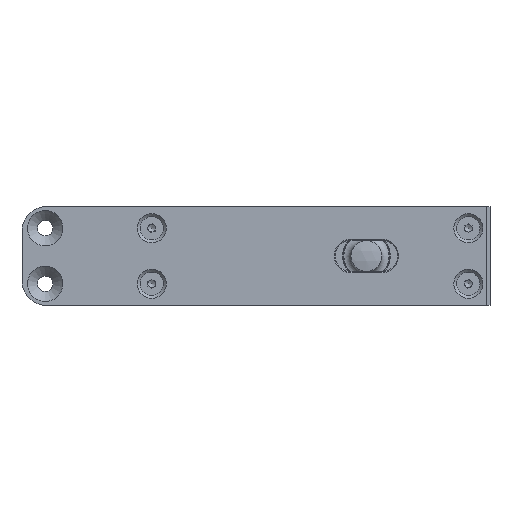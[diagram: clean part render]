
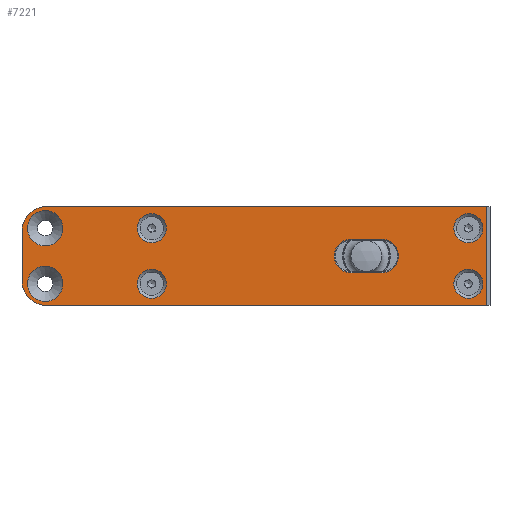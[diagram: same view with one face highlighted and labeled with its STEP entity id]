
A CAD part, front view. The second image highlights one B-rep face of the part: STEP entity #7221.
In plain terms, the highlighted planar face has unit normal (0, -1, 0).
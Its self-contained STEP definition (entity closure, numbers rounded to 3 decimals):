
#139 = DIRECTION ( 'NONE',  ( -1., 0., 0. ) ) ;
#240 = CARTESIAN_POINT ( 'NONE',  ( -103.5, -4.2, -8. ) ) ;
#246 = CARTESIAN_POINT ( 'NONE',  ( -69.5, -4.2, -9. ) ) ;
#274 = EDGE_LOOP ( 'NONE', ( #6543 ) ) ;
#310 = VERTEX_POINT ( 'NONE', #3899 ) ;
#366 = VERTEX_POINT ( 'NONE', #7520 ) ;
#485 = CARTESIAN_POINT ( 'NONE',  ( 33., -4.2, 13.7 ) ) ;
#502 = LINE ( 'NONE', #9566, #2874 ) ;
#557 = CARTESIAN_POINT ( 'NONE',  ( -5., -4.2, 0. ) ) ;
#566 = CARTESIAN_POINT ( 'NONE',  ( 33., -4.2, 9. ) ) ;
#573 = EDGE_LOOP ( 'NONE', ( #3213 ) ) ;
#613 = CIRCLE ( 'NONE', #8740, 8. ) ;
#695 = FACE_BOUND ( 'NONE', #4433, .T. ) ;
#817 = AXIS2_PLACEMENT_3D ( 'NONE', #246, #7196, #5375 ) ;
#829 = AXIS2_PLACEMENT_3D ( 'NONE', #557, #11484, #6000 ) ;
#1004 = AXIS2_PLACEMENT_3D ( 'NONE', #2395, #10475, #7647 ) ;
#1014 = VERTEX_POINT ( 'NONE', #2998 ) ;
#1039 = CARTESIAN_POINT ( 'NONE',  ( -104., -4.2, 14.75 ) ) ;
#1179 = CIRCLE ( 'NONE', #817, 4.7 ) ;
#1199 = CARTESIAN_POINT ( 'NONE',  ( -69.5, -4.2, -4.3 ) ) ;
#1233 = CARTESIAN_POINT ( 'NONE',  ( -103.5, -4.2, 8. ) ) ;
#1267 = AXIS2_PLACEMENT_3D ( 'NONE', #10638, #5448, #2552 ) ;
#1302 = CARTESIAN_POINT ( 'NONE',  ( -111.5, -4.2, 8. ) ) ;
#1367 = ORIENTED_EDGE ( 'NONE', *, *, #10347, .T. ) ;
#1394 = EDGE_CURVE ( 'NONE', #5959, #2419, #8976, .T. ) ;
#1404 = ORIENTED_EDGE ( 'NONE', *, *, #7297, .T. ) ;
#1476 = AXIS2_PLACEMENT_3D ( 'NONE', #1972, #11129, #1918 ) ;
#1649 = CARTESIAN_POINT ( 'NONE',  ( -103.5, -4.2, -16. ) ) ;
#1754 = DIRECTION ( 'NONE',  ( 1., 0., 0. ) ) ;
#1806 = CARTESIAN_POINT ( 'NONE',  ( -69.5, -4.2, 9. ) ) ;
#1856 = DIRECTION ( 'NONE',  ( 0., 0., -1. ) ) ;
#1858 = FACE_BOUND ( 'NONE', #9793, .T. ) ;
#1918 = DIRECTION ( 'NONE',  ( 0., 0., -1. ) ) ;
#1922 = ORIENTED_EDGE ( 'NONE', *, *, #7311, .F. ) ;
#1972 = CARTESIAN_POINT ( 'NONE',  ( -103.5, -4.2, -8. ) ) ;
#1987 = VECTOR ( 'NONE', #8702, 1000. ) ;
#2098 = EDGE_LOOP ( 'NONE', ( #8851 ) ) ;
#2395 = CARTESIAN_POINT ( 'NONE',  ( -104., -4.2, 9. ) ) ;
#2419 = VERTEX_POINT ( 'NONE', #10431 ) ;
#2434 = VECTOR ( 'NONE', #6730, 1000. ) ;
#2552 = DIRECTION ( 'NONE',  ( 0., 0., 1. ) ) ;
#2578 = CIRCLE ( 'NONE', #9234, 4.7 ) ;
#2591 = VERTEX_POINT ( 'NONE', #1649 ) ;
#2603 = VERTEX_POINT ( 'NONE', #1039 ) ;
#2831 = EDGE_CURVE ( 'NONE', #2603, #2603, #9497, .T. ) ;
#2874 = VECTOR ( 'NONE', #4848, 1000. ) ;
#2913 = EDGE_CURVE ( 'NONE', #2591, #6670, #8929, .T. ) ;
#2998 = CARTESIAN_POINT ( 'NONE',  ( 5., -4.2, -5.4 ) ) ;
#3213 = ORIENTED_EDGE ( 'NONE', *, *, #5630, .F. ) ;
#3403 = FACE_BOUND ( 'NONE', #573, .T. ) ;
#3457 = VERTEX_POINT ( 'NONE', #10321 ) ;
#3602 = ORIENTED_EDGE ( 'NONE', *, *, #7353, .T. ) ;
#3768 = CIRCLE ( 'NONE', #8137, 5.4 ) ;
#3777 = VERTEX_POINT ( 'NONE', #10255 ) ;
#3824 = DIRECTION ( 'NONE',  ( 0., 0., -1. ) ) ;
#3839 = VERTEX_POINT ( 'NONE', #11116 ) ;
#3896 = ORIENTED_EDGE ( 'NONE', *, *, #10806, .F. ) ;
#3899 = CARTESIAN_POINT ( 'NONE',  ( -69.5, -4.2, 13.7 ) ) ;
#3946 = LINE ( 'NONE', #1302, #2434 ) ;
#4144 = CIRCLE ( 'NONE', #7541, 4.7 ) ;
#4285 = FACE_BOUND ( 'NONE', #6953, .T. ) ;
#4433 = EDGE_LOOP ( 'NONE', ( #9148 ) ) ;
#4435 = EDGE_CURVE ( 'NONE', #10597, #5959, #4717, .T. ) ;
#4582 = CIRCLE ( 'NONE', #10464, 5.75 ) ;
#4590 = PLANE ( 'NONE',  #1476 ) ;
#4691 = CARTESIAN_POINT ( 'NONE',  ( 39., -4.2, -16. ) ) ;
#4717 = LINE ( 'NONE', #7323, #7529 ) ;
#4720 = CARTESIAN_POINT ( 'NONE',  ( 39., -4.2, 16. ) ) ;
#4848 = DIRECTION ( 'NONE',  ( -1., 0., 0. ) ) ;
#5068 = CARTESIAN_POINT ( 'NONE',  ( -103.5, -4.2, 5.4 ) ) ;
#5081 = EDGE_LOOP ( 'NONE', ( #8956, #11506, #7071, #10742, #1367, #11291 ) ) ;
#5085 = DIRECTION ( 'NONE',  ( 0., 0., 1. ) ) ;
#5120 = VECTOR ( 'NONE', #1754, 1000. ) ;
#5215 = DIRECTION ( 'NONE',  ( 0., -1., 0. ) ) ;
#5375 = DIRECTION ( 'NONE',  ( 0., 0., 1. ) ) ;
#5405 = DIRECTION ( 'NONE',  ( 0., -1., 0. ) ) ;
#5448 = DIRECTION ( 'NONE',  ( 0., -1., 0. ) ) ;
#5529 = VERTEX_POINT ( 'NONE', #11470 ) ;
#5630 = EDGE_CURVE ( 'NONE', #6739, #6739, #1179, .T. ) ;
#5899 = CIRCLE ( 'NONE', #829, 5.4 ) ;
#5952 = AXIS2_PLACEMENT_3D ( 'NONE', #1233, #5215, #8432 ) ;
#5959 = VERTEX_POINT ( 'NONE', #9672 ) ;
#6000 = DIRECTION ( 'NONE',  ( 0., 0., -1. ) ) ;
#6222 = EDGE_CURVE ( 'NONE', #5529, #3457, #8581, .T. ) ;
#6240 = CARTESIAN_POINT ( 'NONE',  ( 28.5, -4.2, -16. ) ) ;
#6332 = VERTEX_POINT ( 'NONE', #8776 ) ;
#6537 = DIRECTION ( 'NONE',  ( 0., 0., 1. ) ) ;
#6543 = ORIENTED_EDGE ( 'NONE', *, *, #7148, .F. ) ;
#6670 = VERTEX_POINT ( 'NONE', #4691 ) ;
#6699 = DIRECTION ( 'NONE',  ( 0., -1., 0. ) ) ;
#6730 = DIRECTION ( 'NONE',  ( 0., 0., -1. ) ) ;
#6739 = VERTEX_POINT ( 'NONE', #1199 ) ;
#6867 = EDGE_CURVE ( 'NONE', #3777, #3777, #11703, .T. ) ;
#6953 = EDGE_LOOP ( 'NONE', ( #3896 ) ) ;
#6996 = FACE_BOUND ( 'NONE', #274, .T. ) ;
#7071 = ORIENTED_EDGE ( 'NONE', *, *, #4435, .T. ) ;
#7148 = EDGE_CURVE ( 'NONE', #310, #310, #2578, .T. ) ;
#7193 = ORIENTED_EDGE ( 'NONE', *, *, #6222, .T. ) ;
#7196 = DIRECTION ( 'NONE',  ( 0., -1., 0. ) ) ;
#7221 = ADVANCED_FACE ( 'NONE', ( #1858, #8805, #695, #4285, #7893, #3403, #6996, #8206 ), #4590, .F. ) ;
#7297 = EDGE_CURVE ( 'NONE', #366, #5529, #5899, .T. ) ;
#7311 = EDGE_CURVE ( 'NONE', #3839, #3839, #4582, .T. ) ;
#7323 = CARTESIAN_POINT ( 'NONE',  ( 28.5, -4.2, 16. ) ) ;
#7353 = EDGE_CURVE ( 'NONE', #1014, #366, #502, .T. ) ;
#7355 = LINE ( 'NONE', #10118, #7556 ) ;
#7520 = CARTESIAN_POINT ( 'NONE',  ( -5., -4.2, -5.4 ) ) ;
#7529 = VECTOR ( 'NONE', #139, 1000. ) ;
#7541 = AXIS2_PLACEMENT_3D ( 'NONE', #566, #7587, #11253 ) ;
#7556 = VECTOR ( 'NONE', #6537, 1000. ) ;
#7587 = DIRECTION ( 'NONE',  ( 0., -1., 0. ) ) ;
#7647 = DIRECTION ( 'NONE',  ( 0., 0., 1. ) ) ;
#7893 = FACE_BOUND ( 'NONE', #2098, .T. ) ;
#8135 = DIRECTION ( 'NONE',  ( 0., 0., 1. ) ) ;
#8137 = AXIS2_PLACEMENT_3D ( 'NONE', #10152, #11002, #1856 ) ;
#8206 = FACE_OUTER_BOUND ( 'NONE', #5081, .T. ) ;
#8333 = DIRECTION ( 'NONE',  ( 0., -1., 0. ) ) ;
#8432 = DIRECTION ( 'NONE',  ( 0., 0., 1. ) ) ;
#8581 = LINE ( 'NONE', #5068, #1987 ) ;
#8593 = CARTESIAN_POINT ( 'NONE',  ( -104., -4.2, -9. ) ) ;
#8702 = DIRECTION ( 'NONE',  ( 1., 0., 0. ) ) ;
#8740 = AXIS2_PLACEMENT_3D ( 'NONE', #240, #8333, #3824 ) ;
#8751 = EDGE_CURVE ( 'NONE', #6332, #2591, #613, .T. ) ;
#8776 = CARTESIAN_POINT ( 'NONE',  ( -111.5, -4.2, -8. ) ) ;
#8805 = FACE_BOUND ( 'NONE', #8810, .T. ) ;
#8810 = EDGE_LOOP ( 'NONE', ( #1922 ) ) ;
#8851 = ORIENTED_EDGE ( 'NONE', *, *, #6867, .F. ) ;
#8929 = LINE ( 'NONE', #6240, #5120 ) ;
#8956 = ORIENTED_EDGE ( 'NONE', *, *, #2913, .T. ) ;
#8976 = CIRCLE ( 'NONE', #5952, 8. ) ;
#9148 = ORIENTED_EDGE ( 'NONE', *, *, #2831, .F. ) ;
#9234 = AXIS2_PLACEMENT_3D ( 'NONE', #1806, #5405, #8135 ) ;
#9482 = VERTEX_POINT ( 'NONE', #485 ) ;
#9497 = CIRCLE ( 'NONE', #1004, 5.75 ) ;
#9566 = CARTESIAN_POINT ( 'NONE',  ( -103.5, -4.2, -5.4 ) ) ;
#9672 = CARTESIAN_POINT ( 'NONE',  ( -103.5, -4.2, 16. ) ) ;
#9793 = EDGE_LOOP ( 'NONE', ( #1404, #7193, #10428, #3602 ) ) ;
#10118 = CARTESIAN_POINT ( 'NONE',  ( 39., -4.2, -28.093 ) ) ;
#10152 = CARTESIAN_POINT ( 'NONE',  ( 5., -4.2, 0. ) ) ;
#10255 = CARTESIAN_POINT ( 'NONE',  ( 33., -4.2, -4.3 ) ) ;
#10321 = CARTESIAN_POINT ( 'NONE',  ( 5., -4.2, 5.4 ) ) ;
#10347 = EDGE_CURVE ( 'NONE', #2419, #6332, #3946, .T. ) ;
#10428 = ORIENTED_EDGE ( 'NONE', *, *, #10972, .T. ) ;
#10431 = CARTESIAN_POINT ( 'NONE',  ( -111.5, -4.2, 8. ) ) ;
#10464 = AXIS2_PLACEMENT_3D ( 'NONE', #8593, #6699, #5085 ) ;
#10475 = DIRECTION ( 'NONE',  ( 0., -1., 0. ) ) ;
#10597 = VERTEX_POINT ( 'NONE', #4720 ) ;
#10638 = CARTESIAN_POINT ( 'NONE',  ( 33., -4.2, -9. ) ) ;
#10742 = ORIENTED_EDGE ( 'NONE', *, *, #1394, .T. ) ;
#10806 = EDGE_CURVE ( 'NONE', #9482, #9482, #4144, .T. ) ;
#10972 = EDGE_CURVE ( 'NONE', #3457, #1014, #3768, .T. ) ;
#11002 = DIRECTION ( 'NONE',  ( 0., 1., 0. ) ) ;
#11116 = CARTESIAN_POINT ( 'NONE',  ( -104., -4.2, -3.25 ) ) ;
#11129 = DIRECTION ( 'NONE',  ( 0., 1., 0. ) ) ;
#11245 = EDGE_CURVE ( 'NONE', #6670, #10597, #7355, .T. ) ;
#11253 = DIRECTION ( 'NONE',  ( 0., 0., 1. ) ) ;
#11291 = ORIENTED_EDGE ( 'NONE', *, *, #8751, .T. ) ;
#11470 = CARTESIAN_POINT ( 'NONE',  ( -5., -4.2, 5.4 ) ) ;
#11484 = DIRECTION ( 'NONE',  ( 0., 1., 0. ) ) ;
#11506 = ORIENTED_EDGE ( 'NONE', *, *, #11245, .T. ) ;
#11703 = CIRCLE ( 'NONE', #1267, 4.7 ) ;
